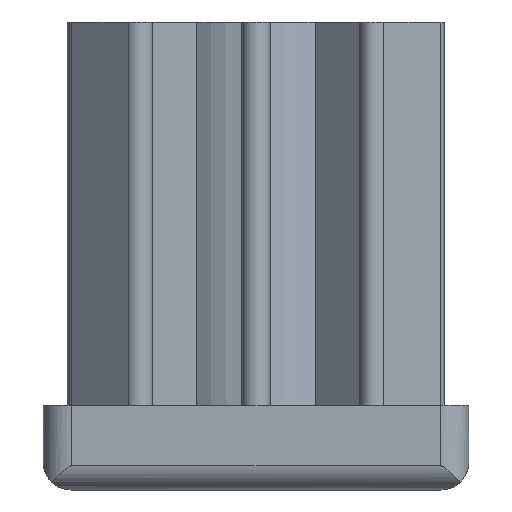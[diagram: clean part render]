
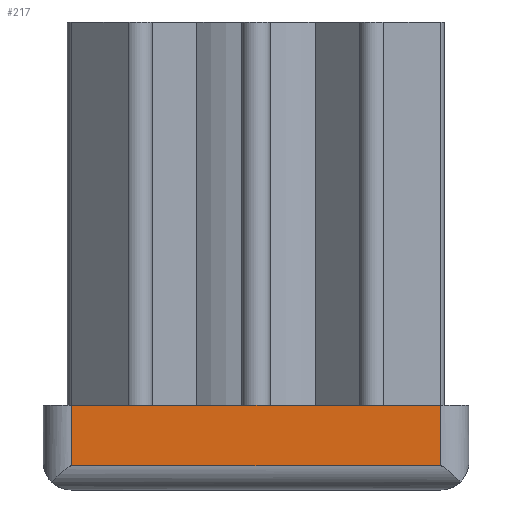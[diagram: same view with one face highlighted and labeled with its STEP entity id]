
A CAD part, left-side view. The second image highlights one B-rep face of the part: STEP entity #217.
In plain terms, the highlighted planar face has unit normal (-1, 0, 0).
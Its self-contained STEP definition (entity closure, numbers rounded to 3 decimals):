
#217 = ADVANCED_FACE( '', ( #438 ), #439, .F. );
#438 = FACE_OUTER_BOUND( '', #653, .T. );
#439 = PLANE( '', #654 );
#653 = EDGE_LOOP( '', ( #1270, #1271, #1272, #1273 ) );
#654 = AXIS2_PLACEMENT_3D( '', #1274, #1275, #1276 );
#1270 = ORIENTED_EDGE( '', *, *, #1534, .T. );
#1271 = ORIENTED_EDGE( '', *, *, #1333, .T. );
#1272 = ORIENTED_EDGE( '', *, *, #1537, .F. );
#1273 = ORIENTED_EDGE( '', *, *, #1372, .F. );
#1274 = CARTESIAN_POINT( '', ( -15., 13., 6. ) );
#1275 = DIRECTION( '', ( 1., 0., 0. ) );
#1276 = DIRECTION( '', ( 0., 0., -1. ) );
#1333 = EDGE_CURVE( '', #1602, #1607, #1609, .T. );
#1372 = EDGE_CURVE( '', #1674, #1675, #1676, .T. );
#1534 = EDGE_CURVE( '', #1674, #1602, #1911, .T. );
#1537 = EDGE_CURVE( '', #1675, #1607, #1914, .T. );
#1602 = VERTEX_POINT( '', #2041 );
#1607 = VERTEX_POINT( '', #2069 );
#1609 = LINE( '', #2080, #2081 );
#1674 = VERTEX_POINT( '', #2165 );
#1675 = VERTEX_POINT( '', #2166 );
#1676 = LINE( '', #2167, #2168 );
#1911 = LINE( '', #2538, #2539 );
#1914 = LINE( '', #2543, #2544 );
#2041 = CARTESIAN_POINT( '', ( -15., 13., 1.709 ) );
#2069 = CARTESIAN_POINT( '', ( -15., -13., 1.709 ) );
#2080 = CARTESIAN_POINT( '', ( -15., 38., 1.709 ) );
#2081 = VECTOR( '', #2590, 1000. );
#2165 = CARTESIAN_POINT( '', ( -15., 13., 6. ) );
#2166 = CARTESIAN_POINT( '', ( -15., -13., 6. ) );
#2167 = CARTESIAN_POINT( '', ( -15., 13., 6. ) );
#2168 = VECTOR( '', #2640, 1000. );
#2538 = CARTESIAN_POINT( '', ( -15., 13., 6. ) );
#2539 = VECTOR( '', #2830, 1000. );
#2543 = CARTESIAN_POINT( '', ( -15., -13., 6. ) );
#2544 = VECTOR( '', #2832, 1000. );
#2590 = DIRECTION( '', ( 0., -1., 0. ) );
#2640 = DIRECTION( '', ( 0., -1., 0. ) );
#2830 = DIRECTION( '', ( 0., 0., -1. ) );
#2832 = DIRECTION( '', ( 0., 0., -1. ) );
